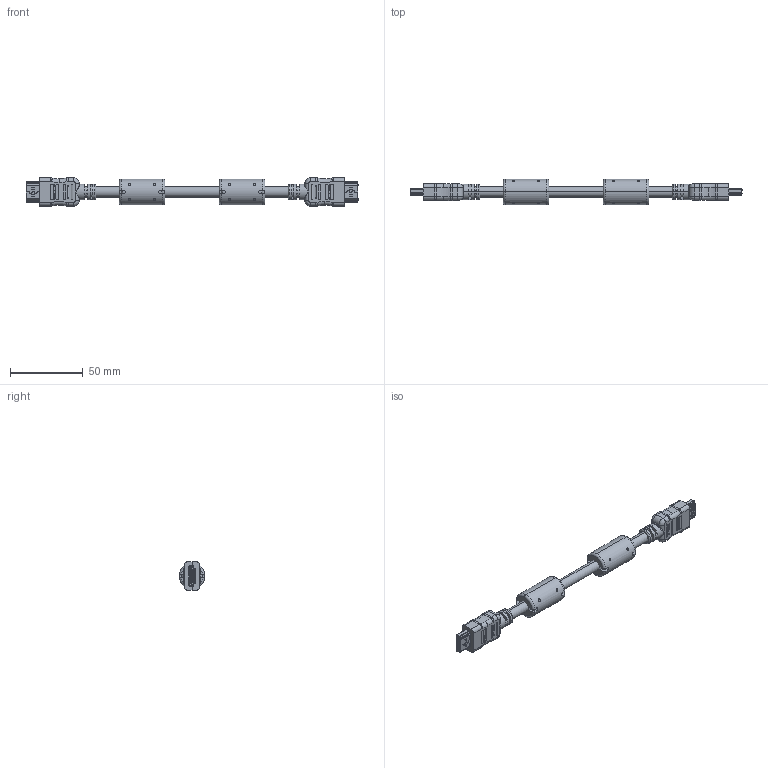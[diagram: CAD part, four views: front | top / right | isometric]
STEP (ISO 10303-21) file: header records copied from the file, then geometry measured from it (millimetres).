
FILE_DESCRIPTION (( 'STEP AP214' ), '1' );
FILE_NAME ('VHA00019_3D.STEP', '2020-09-22T19:24:33', ( '' ), ( '' ), 'SwSTEP 2.0', 'SolidWorks 2018', '' );
FILE_SCHEMA (( 'AUTOMOTIVE_DESIGN' ));
Length unit declared in the file: millimetre
Products named in the file (11): 1AM07-032___; 1AH05-007-MA2___; 1AH05-007-BACK SHELL_CLOSED; MTN-286___; MTN-286_1AM07-032 FERRITE; 1AH05-007_CLOSED; 3AB19-022_L-com Logo Top; 3AB14-022-MA2; 3AB19-023_L-com Logo Top; VHA00019_3D; 1AH05-007-MA1___
Assembly tree (12 placements, depth 4):
  VHA00019_3D
    3AB14-022-MA2
    3AB19-023_L-com Logo Top  x2
      3AB19-022_L-com Logo Top
      1AH05-007_CLOSED
        1AH05-007-MA2___
        1AH05-007-MA1___
        1AH05-007-BACK SHELL_CLOSED
    MTN-286_1AM07-032 FERRITE  x2
      MTN-286___
      1AM07-032___
Bounding box: 228.5 x 17.7 x 19.5 mm (x, y, z)
Volume: 33366.3 mm3; surface area: 29438.6 mm2
Topology: 51 solids, 51 shells, 4806 faces, 12650 edges, 8326 vertices
Faces by surface type: plane 3942, cylinder 572, bspline 156, torus 104, sphere 32
Entity records: 82661 total; most frequent: CARTESIAN_POINT 17386, ORIENTED_EDGE 12592, DIRECTION 11403, EDGE_CURVE 6296, VECTOR 5391, LINE 5391, VERTEX_POINT 4153, AXIS2_PLACEMENT_3D 3006
